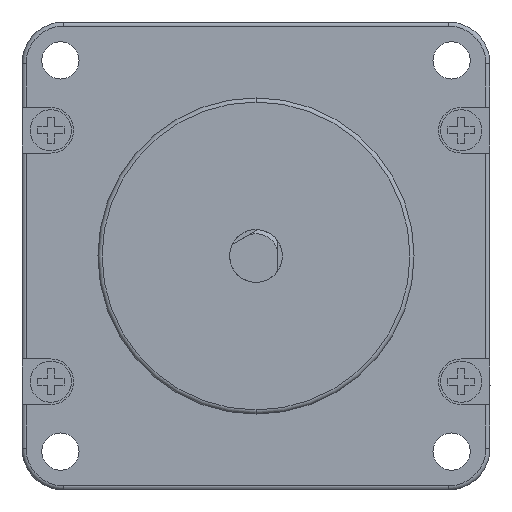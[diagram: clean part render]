
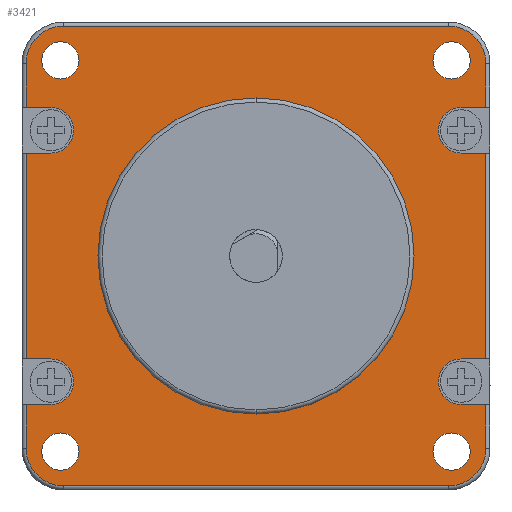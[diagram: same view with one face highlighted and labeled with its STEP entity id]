
A CAD part, left-side view. The second image highlights one B-rep face of the part: STEP entity #3421.
In plain terms, the highlighted planar face has unit normal (-1, 0, 0).
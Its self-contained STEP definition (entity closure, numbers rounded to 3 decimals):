
#1=CARTESIAN_POINT('',(0.,-23.57,-23.57));
#2=DIRECTION('',(-1.,0.,0.));
#3=DIRECTION('',(0.,-1.,0.));
#4=AXIS2_PLACEMENT_3D('',#1,#2,#3);
#6=CARTESIAN_POINT('',(0.,-23.57,-23.57));
#7=DIRECTION('',(-1.,0.,0.));
#8=DIRECTION('',(0.,1.,0.));
#9=AXIS2_PLACEMENT_3D('',#6,#7,#8);
#11=CARTESIAN_POINT('',(0.,23.57,-23.57));
#12=DIRECTION('',(-1.,0.,0.));
#13=DIRECTION('',(0.,-1.,0.));
#14=AXIS2_PLACEMENT_3D('',#11,#12,#13);
#16=CARTESIAN_POINT('',(0.,23.57,-23.57));
#17=DIRECTION('',(-1.,0.,0.));
#18=DIRECTION('',(0.,1.,0.));
#19=AXIS2_PLACEMENT_3D('',#16,#17,#18);
#21=CARTESIAN_POINT('',(0.,23.57,23.57));
#22=DIRECTION('',(-1.,0.,0.));
#23=DIRECTION('',(0.,-1.,0.));
#24=AXIS2_PLACEMENT_3D('',#21,#22,#23);
#26=CARTESIAN_POINT('',(0.,23.57,23.57));
#27=DIRECTION('',(-1.,0.,0.));
#28=DIRECTION('',(0.,1.,0.));
#29=AXIS2_PLACEMENT_3D('',#26,#27,#28);
#31=CARTESIAN_POINT('',(0.,-23.57,23.57));
#32=DIRECTION('',(-1.,0.,0.));
#33=DIRECTION('',(0.,-1.,0.));
#34=AXIS2_PLACEMENT_3D('',#31,#32,#33);
#36=CARTESIAN_POINT('',(0.,-23.57,23.57));
#37=DIRECTION('',(-1.,0.,0.));
#38=DIRECTION('',(0.,1.,0.));
#39=AXIS2_PLACEMENT_3D('',#36,#37,#38);
#41=CARTESIAN_POINT('',(0.,0.,0.));
#42=DIRECTION('',(-1.,0.,0.));
#43=DIRECTION('',(0.,0.,-1.));
#44=AXIS2_PLACEMENT_3D('',#41,#42,#43);
#46=CARTESIAN_POINT('',(0.,0.,0.));
#47=DIRECTION('',(-1.,0.,0.));
#48=DIRECTION('',(0.,0.,1.));
#49=AXIS2_PLACEMENT_3D('',#46,#47,#48);
#235=CARTESIAN_POINT('',(0.,24.73,-15.15));
#236=DIRECTION('',(-1.,0.,0.));
#237=DIRECTION('',(0.,0.,-1.));
#238=AXIS2_PLACEMENT_3D('',#235,#236,#237);
#240=DIRECTION('',(0.,-1.,0.));
#241=VECTOR('',#240,2.97);
#242=CARTESIAN_POINT('',(0.,27.7,-12.4));
#243=LINE('',#242,#241);
#244=DIRECTION('',(0.,0.,-1.));
#245=VECTOR('',#244,24.8);
#246=CARTESIAN_POINT('',(0.,27.7,12.4));
#247=LINE('',#246,#245);
#248=DIRECTION('',(0.,-1.,0.));
#249=VECTOR('',#248,2.97);
#250=CARTESIAN_POINT('',(0.,27.7,12.4));
#251=LINE('',#250,#249);
#252=CARTESIAN_POINT('',(0.,24.73,15.15));
#253=DIRECTION('',(1.,0.,0.));
#254=DIRECTION('',(0.,0.,1.));
#255=AXIS2_PLACEMENT_3D('',#252,#253,#254);
#257=DIRECTION('',(0.,-1.,0.));
#258=VECTOR('',#257,2.97);
#259=CARTESIAN_POINT('',(0.,27.7,17.9));
#260=LINE('',#259,#258);
#261=DIRECTION('',(0.,0.,-1.));
#262=VECTOR('',#261,5.3);
#263=CARTESIAN_POINT('',(0.,27.7,23.2));
#264=LINE('',#263,#262);
#265=CARTESIAN_POINT('',(0.,23.2,23.2));
#266=DIRECTION('',(-1.,0.,0.));
#267=DIRECTION('',(0.,0.,1.));
#268=AXIS2_PLACEMENT_3D('',#265,#266,#267);
#270=DIRECTION('',(0.,1.,0.));
#271=VECTOR('',#270,46.4);
#272=CARTESIAN_POINT('',(0.,-23.2,27.7));
#273=LINE('',#272,#271);
#274=CARTESIAN_POINT('',(0.,-23.2,23.2));
#275=DIRECTION('',(-1.,0.,0.));
#276=DIRECTION('',(0.,-1.,0.));
#277=AXIS2_PLACEMENT_3D('',#274,#275,#276);
#279=DIRECTION('',(0.,0.,1.));
#280=VECTOR('',#279,5.3);
#281=CARTESIAN_POINT('',(0.,-27.7,17.9));
#282=LINE('',#281,#280);
#283=DIRECTION('',(0.,1.,0.));
#284=VECTOR('',#283,2.97);
#285=CARTESIAN_POINT('',(0.,-27.7,17.9));
#286=LINE('',#285,#284);
#287=CARTESIAN_POINT('',(0.,-24.73,15.15));
#288=DIRECTION('',(-1.,0.,0.));
#289=DIRECTION('',(0.,0.,1.));
#290=AXIS2_PLACEMENT_3D('',#287,#288,#289);
#292=DIRECTION('',(0.,1.,0.));
#293=VECTOR('',#292,2.97);
#294=CARTESIAN_POINT('',(0.,-27.7,12.4));
#295=LINE('',#294,#293);
#296=DIRECTION('',(0.,0.,1.));
#297=VECTOR('',#296,24.8);
#298=CARTESIAN_POINT('',(0.,-27.7,-12.4));
#299=LINE('',#298,#297);
#300=DIRECTION('',(0.,1.,0.));
#301=VECTOR('',#300,2.97);
#302=CARTESIAN_POINT('',(0.,-27.7,-12.4));
#303=LINE('',#302,#301);
#304=CARTESIAN_POINT('',(0.,-24.73,-15.15));
#305=DIRECTION('',(1.,0.,0.));
#306=DIRECTION('',(0.,0.,-1.));
#307=AXIS2_PLACEMENT_3D('',#304,#305,#306);
#309=DIRECTION('',(0.,1.,0.));
#310=VECTOR('',#309,2.97);
#311=CARTESIAN_POINT('',(0.,-27.7,-17.9));
#312=LINE('',#311,#310);
#313=DIRECTION('',(0.,0.,1.));
#314=VECTOR('',#313,5.3);
#315=CARTESIAN_POINT('',(0.,-27.7,-23.2));
#316=LINE('',#315,#314);
#317=CARTESIAN_POINT('',(0.,-23.2,-23.2));
#318=DIRECTION('',(-1.,0.,0.));
#319=DIRECTION('',(0.,0.,-1.));
#320=AXIS2_PLACEMENT_3D('',#317,#318,#319);
#322=DIRECTION('',(0.,-1.,0.));
#323=VECTOR('',#322,46.4);
#324=CARTESIAN_POINT('',(0.,23.2,-27.7));
#325=LINE('',#324,#323);
#326=CARTESIAN_POINT('',(0.,23.2,-23.2));
#327=DIRECTION('',(-1.,0.,0.));
#328=DIRECTION('',(0.,1.,0.));
#329=AXIS2_PLACEMENT_3D('',#326,#327,#328);
#331=DIRECTION('',(0.,0.,-1.));
#332=VECTOR('',#331,5.3);
#333=CARTESIAN_POINT('',(0.,27.7,-17.9));
#334=LINE('',#333,#332);
#335=DIRECTION('',(0.,-1.,0.));
#336=VECTOR('',#335,2.97);
#337=CARTESIAN_POINT('',(0.,27.7,-17.9));
#338=LINE('',#337,#336);
#2570=CARTESIAN_POINT('',(0.,-25.82,-23.57));
#2571=CARTESIAN_POINT('',(0.,-21.32,-23.57));
#2572=VERTEX_POINT('',#2570);
#2573=VERTEX_POINT('',#2571);
#2574=CARTESIAN_POINT('',(0.,21.32,-23.57));
#2575=CARTESIAN_POINT('',(0.,25.82,-23.57));
#2576=VERTEX_POINT('',#2574);
#2577=VERTEX_POINT('',#2575);
#2578=CARTESIAN_POINT('',(0.,21.32,23.57));
#2579=CARTESIAN_POINT('',(0.,25.82,23.57));
#2580=VERTEX_POINT('',#2578);
#2581=VERTEX_POINT('',#2579);
#2582=CARTESIAN_POINT('',(0.,-25.82,23.57));
#2583=CARTESIAN_POINT('',(0.,-21.32,23.57));
#2584=VERTEX_POINT('',#2582);
#2585=VERTEX_POINT('',#2583);
#2810=CARTESIAN_POINT('',(0.,27.7,-23.2));
#2811=CARTESIAN_POINT('',(0.,23.2,-27.7));
#2812=VERTEX_POINT('',#2810);
#2813=VERTEX_POINT('',#2811);
#2818=CARTESIAN_POINT('',(0.,-23.2,-27.7));
#2819=VERTEX_POINT('',#2818);
#2822=CARTESIAN_POINT('',(0.,-27.7,-23.2));
#2823=VERTEX_POINT('',#2822);
#2826=CARTESIAN_POINT('',(0.,-27.7,23.2));
#2827=CARTESIAN_POINT('',(0.,-23.2,27.7));
#2828=VERTEX_POINT('',#2826);
#2829=VERTEX_POINT('',#2827);
#2834=CARTESIAN_POINT('',(0.,23.2,27.7));
#2835=VERTEX_POINT('',#2834);
#2838=CARTESIAN_POINT('',(0.,27.7,23.2));
#2839=VERTEX_POINT('',#2838);
#2842=CARTESIAN_POINT('',(0.,0.,-19.05));
#2843=CARTESIAN_POINT('',(0.,0.,19.05));
#2844=VERTEX_POINT('',#2842);
#2845=VERTEX_POINT('',#2843);
#2916=CARTESIAN_POINT('',(0.,-24.73,17.9));
#2917=CARTESIAN_POINT('',(0.,-24.73,12.4));
#2918=VERTEX_POINT('',#2916);
#2919=VERTEX_POINT('',#2917);
#2920=CARTESIAN_POINT('',(0.,-27.7,12.4));
#2921=VERTEX_POINT('',#2920);
#2922=CARTESIAN_POINT('',(0.,-27.7,17.9));
#2923=VERTEX_POINT('',#2922);
#2996=CARTESIAN_POINT('',(0.,-24.73,-17.9));
#2997=VERTEX_POINT('',#2996);
#2998=CARTESIAN_POINT('',(0.,-24.73,-12.4));
#2999=VERTEX_POINT('',#2998);
#3024=CARTESIAN_POINT('',(0.,-27.7,-12.4));
#3025=VERTEX_POINT('',#3024);
#3026=CARTESIAN_POINT('',(0.,-27.7,-17.9));
#3027=VERTEX_POINT('',#3026);
#3072=CARTESIAN_POINT('',(0.,24.73,17.9));
#3073=VERTEX_POINT('',#3072);
#3074=CARTESIAN_POINT('',(0.,24.73,12.4));
#3075=VERTEX_POINT('',#3074);
#3140=CARTESIAN_POINT('',(0.,24.73,-17.9));
#3141=VERTEX_POINT('',#3140);
#3142=CARTESIAN_POINT('',(0.,24.73,-12.4));
#3143=VERTEX_POINT('',#3142);
#3168=CARTESIAN_POINT('',(0.,27.7,12.4));
#3169=VERTEX_POINT('',#3168);
#3170=CARTESIAN_POINT('',(0.,27.7,17.9));
#3171=VERTEX_POINT('',#3170);
#3176=CARTESIAN_POINT('',(0.,27.7,-12.4));
#3177=VERTEX_POINT('',#3176);
#3178=CARTESIAN_POINT('',(0.,27.7,-17.9));
#3179=VERTEX_POINT('',#3178);
#3336=CARTESIAN_POINT('',(0.,0.,0.));
#3337=DIRECTION('',(1.,0.,0.));
#3338=DIRECTION('',(0.,-1.,0.));
#3339=AXIS2_PLACEMENT_3D('',#3336,#3337,#3338);
#3340=PLANE('',#3339);
#3342=ORIENTED_EDGE('',*,*,#3341,.T.);
#3344=ORIENTED_EDGE('',*,*,#3343,.F.);
#3346=ORIENTED_EDGE('',*,*,#3345,.F.);
#3348=ORIENTED_EDGE('',*,*,#3347,.T.);
#3350=ORIENTED_EDGE('',*,*,#3349,.F.);
#3352=ORIENTED_EDGE('',*,*,#3351,.F.);
#3354=ORIENTED_EDGE('',*,*,#3353,.F.);
#3356=ORIENTED_EDGE('',*,*,#3355,.F.);
#3358=ORIENTED_EDGE('',*,*,#3357,.F.);
#3360=ORIENTED_EDGE('',*,*,#3359,.F.);
#3362=ORIENTED_EDGE('',*,*,#3361,.F.);
#3364=ORIENTED_EDGE('',*,*,#3363,.T.);
#3366=ORIENTED_EDGE('',*,*,#3365,.T.);
#3368=ORIENTED_EDGE('',*,*,#3367,.F.);
#3370=ORIENTED_EDGE('',*,*,#3369,.F.);
#3372=ORIENTED_EDGE('',*,*,#3371,.T.);
#3374=ORIENTED_EDGE('',*,*,#3373,.F.);
#3376=ORIENTED_EDGE('',*,*,#3375,.F.);
#3378=ORIENTED_EDGE('',*,*,#3377,.F.);
#3380=ORIENTED_EDGE('',*,*,#3379,.F.);
#3382=ORIENTED_EDGE('',*,*,#3381,.F.);
#3384=ORIENTED_EDGE('',*,*,#3383,.F.);
#3386=ORIENTED_EDGE('',*,*,#3385,.F.);
#3388=ORIENTED_EDGE('',*,*,#3387,.T.);
#3389=EDGE_LOOP('',(#3342,#3344,#3346,#3348,#3350,#3352,#3354,#3356,#3358,#3360,
#3362,#3364,#3366,#3368,#3370,#3372,#3374,#3376,#3378,#3380,#3382,#3384,#3386,
#3388));
#3390=FACE_OUTER_BOUND('',#3389,.F.);
#3392=ORIENTED_EDGE('',*,*,#3391,.T.);
#3394=ORIENTED_EDGE('',*,*,#3393,.T.);
#3395=EDGE_LOOP('',(#3392,#3394));
#3396=FACE_BOUND('',#3395,.F.);
#3398=ORIENTED_EDGE('',*,*,#3397,.T.);
#3400=ORIENTED_EDGE('',*,*,#3399,.T.);
#3401=EDGE_LOOP('',(#3398,#3400));
#3402=FACE_BOUND('',#3401,.F.);
#3404=ORIENTED_EDGE('',*,*,#3403,.T.);
#3406=ORIENTED_EDGE('',*,*,#3405,.T.);
#3407=EDGE_LOOP('',(#3404,#3406));
#3408=FACE_BOUND('',#3407,.F.);
#3410=ORIENTED_EDGE('',*,*,#3409,.T.);
#3412=ORIENTED_EDGE('',*,*,#3411,.T.);
#3413=EDGE_LOOP('',(#3410,#3412));
#3414=FACE_BOUND('',#3413,.F.);
#3416=ORIENTED_EDGE('',*,*,#3415,.T.);
#3418=ORIENTED_EDGE('',*,*,#3417,.T.);
#3419=EDGE_LOOP('',(#3416,#3418));
#3420=FACE_BOUND('',#3419,.F.);
#5=CIRCLE('',#4,2.25);
#10=CIRCLE('',#9,2.25);
#15=CIRCLE('',#14,2.25);
#20=CIRCLE('',#19,2.25);
#25=CIRCLE('',#24,2.25);
#30=CIRCLE('',#29,2.25);
#35=CIRCLE('',#34,2.25);
#40=CIRCLE('',#39,2.25);
#45=CIRCLE('',#44,19.05);
#50=CIRCLE('',#49,19.05);
#239=CIRCLE('',#238,2.75);
#256=CIRCLE('',#255,2.75);
#269=CIRCLE('',#268,4.5);
#278=CIRCLE('',#277,4.5);
#291=CIRCLE('',#290,2.75);
#308=CIRCLE('',#307,2.75);
#321=CIRCLE('',#320,4.5);
#330=CIRCLE('',#329,4.5);
#3341=EDGE_CURVE('',#3141,#3143,#239,.T.);
#3343=EDGE_CURVE('',#3177,#3143,#243,.T.);
#3345=EDGE_CURVE('',#3169,#3177,#247,.T.);
#3347=EDGE_CURVE('',#3169,#3075,#251,.T.);
#3349=EDGE_CURVE('',#3073,#3075,#256,.T.);
#3351=EDGE_CURVE('',#3171,#3073,#260,.T.);
#3353=EDGE_CURVE('',#2839,#3171,#264,.T.);
#3355=EDGE_CURVE('',#2835,#2839,#269,.T.);
#3357=EDGE_CURVE('',#2829,#2835,#273,.T.);
#3359=EDGE_CURVE('',#2828,#2829,#278,.T.);
#3361=EDGE_CURVE('',#2923,#2828,#282,.T.);
#3363=EDGE_CURVE('',#2923,#2918,#286,.T.);
#3365=EDGE_CURVE('',#2918,#2919,#291,.T.);
#3367=EDGE_CURVE('',#2921,#2919,#295,.T.);
#3369=EDGE_CURVE('',#3025,#2921,#299,.T.);
#3371=EDGE_CURVE('',#3025,#2999,#303,.T.);
#3373=EDGE_CURVE('',#2997,#2999,#308,.T.);
#3375=EDGE_CURVE('',#3027,#2997,#312,.T.);
#3377=EDGE_CURVE('',#2823,#3027,#316,.T.);
#3379=EDGE_CURVE('',#2819,#2823,#321,.T.);
#3381=EDGE_CURVE('',#2813,#2819,#325,.T.);
#3383=EDGE_CURVE('',#2812,#2813,#330,.T.);
#3385=EDGE_CURVE('',#3179,#2812,#334,.T.);
#3387=EDGE_CURVE('',#3179,#3141,#338,.T.);
#3391=EDGE_CURVE('',#2572,#2573,#5,.T.);
#3393=EDGE_CURVE('',#2573,#2572,#10,.T.);
#3397=EDGE_CURVE('',#2576,#2577,#15,.T.);
#3399=EDGE_CURVE('',#2577,#2576,#20,.T.);
#3403=EDGE_CURVE('',#2580,#2581,#25,.T.);
#3405=EDGE_CURVE('',#2581,#2580,#30,.T.);
#3409=EDGE_CURVE('',#2584,#2585,#35,.T.);
#3411=EDGE_CURVE('',#2585,#2584,#40,.T.);
#3415=EDGE_CURVE('',#2844,#2845,#45,.T.);
#3417=EDGE_CURVE('',#2845,#2844,#50,.T.);
#3421=ADVANCED_FACE('',(#3390,#3396,#3402,#3408,#3414,#3420),#3340,.F.);
